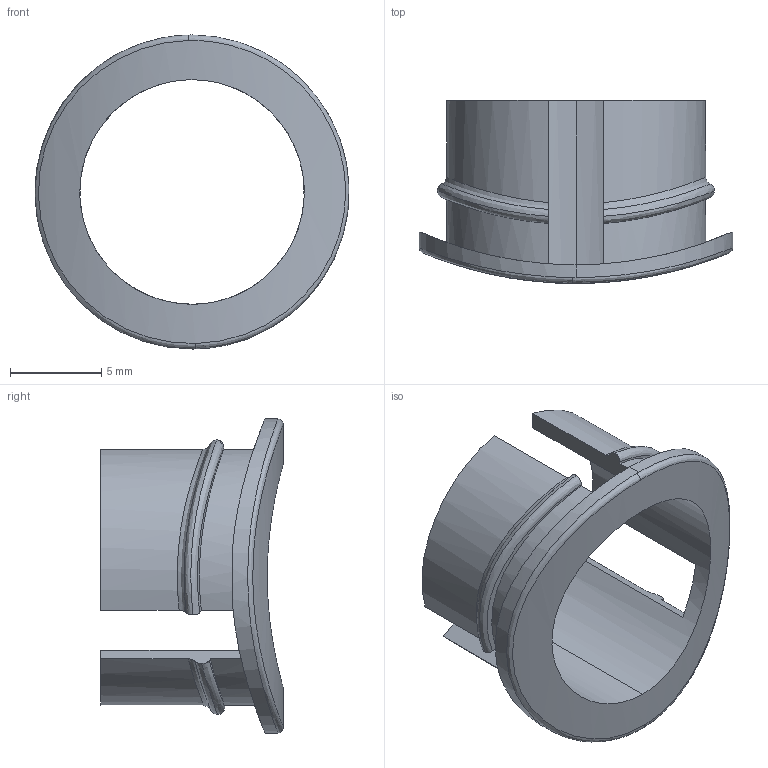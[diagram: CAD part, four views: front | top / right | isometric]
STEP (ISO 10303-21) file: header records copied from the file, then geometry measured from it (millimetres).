
FILE_DESCRIPTION (( 'STEP AP214' ), '1' );
FILE_NAME ('A12_12-PVC.STEP', '2023-07-21T07:56:07', ( '' ), ( '' ), 'SwSTEP 2.0', 'SolidWorks 2019', '' );
FILE_SCHEMA (( 'AUTOMOTIVE_DESIGN' ));
Length unit declared in the file: millimetre
Products named in the file (1): A12_12-PVC
Bounding box: 17.2 x 10 x 17.2 mm (x, y, z)
Volume: 391.6 mm3; surface area: 948.5 mm2
Topology: 1 solids, 1 shells, 37 faces, 105 edges, 70 vertices
Faces by surface type: cylinder 15, bspline 11, plane 11
Entity records: 2890 total; most frequent: CARTESIAN_POINT 2047, ORIENTED_EDGE 210, DIRECTION 110, EDGE_CURVE 105, VERTEX_POINT 70, B_SPLINE_CURVE_WITH_KNOTS 52, EDGE_LOOP 39, AXIS2_PLACEMENT_3D 38
